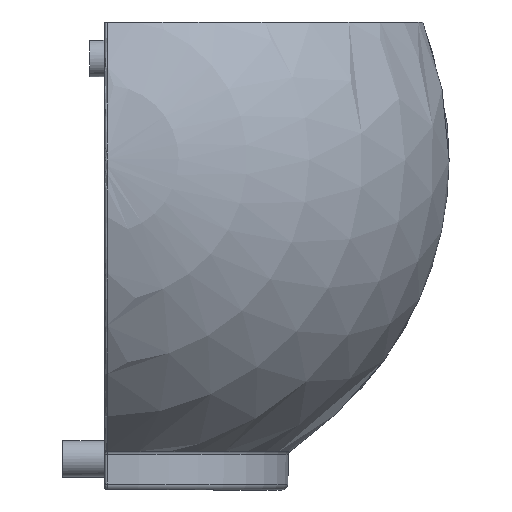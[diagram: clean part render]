
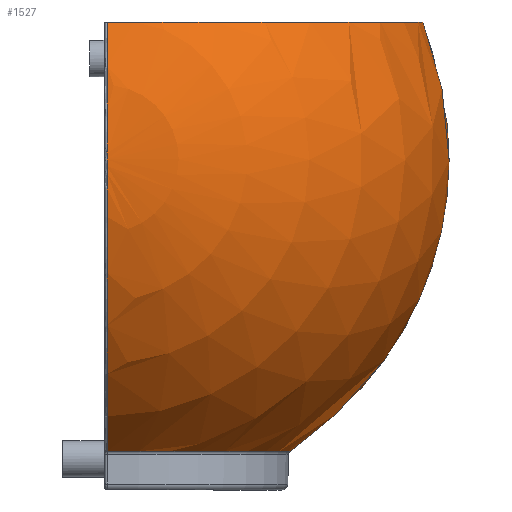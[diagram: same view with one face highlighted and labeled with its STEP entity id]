
A CAD part, left-side view. The second image highlights one B-rep face of the part: STEP entity #1527.
In plain terms, the highlighted spherical face has radius 45.5 mm.
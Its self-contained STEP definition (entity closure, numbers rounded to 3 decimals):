
#179=CIRCLE('',#1708,41.788);
#180=CIRCLE('',#1710,45.499);
#181=CIRCLE('',#1711,45.499);
#182=CIRCLE('',#1713,24.364);
#183=CIRCLE('',#1715,45.499);
#184=CIRCLE('',#1716,45.499);
#434=FACE_OUTER_BOUND('',#529,.T.);
#529=EDGE_LOOP('',(#1430,#1431,#1432,#1433,#1434,#1435));
#735=VERTEX_POINT('',#4002);
#736=VERTEX_POINT('',#4046);
#739=VERTEX_POINT('',#4074);
#740=VERTEX_POINT('',#4075);
#741=VERTEX_POINT('',#4104);
#742=VERTEX_POINT('',#4110);
#966=EDGE_CURVE('',#739,#740,#179,.T.);
#969=EDGE_CURVE('',#740,#741,#180,.T.);
#970=EDGE_CURVE('',#741,#735,#181,.T.);
#971=EDGE_CURVE('',#735,#736,#182,.F.);
#972=EDGE_CURVE('',#742,#739,#183,.T.);
#973=EDGE_CURVE('',#736,#742,#184,.T.);
#1430=ORIENTED_EDGE('',*,*,#971,.T.);
#1431=ORIENTED_EDGE('',*,*,#973,.T.);
#1432=ORIENTED_EDGE('',*,*,#972,.T.);
#1433=ORIENTED_EDGE('',*,*,#966,.T.);
#1434=ORIENTED_EDGE('',*,*,#969,.T.);
#1435=ORIENTED_EDGE('',*,*,#970,.T.);
#1440=SPHERICAL_SURFACE('',#1717,45.5);
#1527=ADVANCED_FACE('',(#434),#1440,.T.);
#1708=AXIS2_PLACEMENT_3D('',#4076,#2123,#2124);
#1710=AXIS2_PLACEMENT_3D('',#4105,#2127,#2128);
#1711=AXIS2_PLACEMENT_3D('',#4106,#2129,#2130);
#1713=AXIS2_PLACEMENT_3D('',#4108,#2133,#2134);
#1715=AXIS2_PLACEMENT_3D('',#4111,#2137,#2138);
#1716=AXIS2_PLACEMENT_3D('',#4112,#2139,#2140);
#1717=AXIS2_PLACEMENT_3D('',#4113,#2141,#2142);
#2123=DIRECTION('center_axis',(0.,0.,
-1.));
#2124=DIRECTION('ref_axis',(1.,0.,0.));
#2127=DIRECTION('center_axis',(0.,-1.,0.));
#2128=DIRECTION('ref_axis',(-0.48,0.,-0.877));
#2129=DIRECTION('center_axis',(0.,-1.,0.));
#2130=DIRECTION('ref_axis',(-0.48,0.,-0.877));
#2133=DIRECTION('center_axis',(0.,0.,
-1.));
#2134=DIRECTION('ref_axis',(0.001,1.,0.));
#2137=DIRECTION('center_axis',(0.,-1.,0.));
#2138=DIRECTION('ref_axis',(0.535,0.,-0.845));
#2139=DIRECTION('center_axis',(0.,-1.,0.));
#2140=DIRECTION('ref_axis',(0.535,0.,-0.845));
#2141=DIRECTION('center_axis',(1.,0.,0.));
#2142=DIRECTION('ref_axis',(0.,-1.,0.));
#4002=CARTESIAN_POINT('',(-75.361,-51.301,-74.43));
#4046=CARTESIAN_POINT('',(-26.637,-51.301,-74.43));
#4074=CARTESIAN_POINT('',(-9.212,-51.301,-18.003));
#4075=CARTESIAN_POINT('',(-92.786,-51.301,-18.003));
#4076=CARTESIAN_POINT('Origin',(-50.999,-50.999,-18.003));
#4104=CARTESIAN_POINT('',(-96.498,-51.301,-36.003));
#4105=CARTESIAN_POINT('Origin',(-50.999,-51.301,-36.003));
#4106=CARTESIAN_POINT('Origin',(-50.999,-51.301,-36.003));
#4108=CARTESIAN_POINT('Origin',(-50.999,-50.999,-74.43));
#4110=CARTESIAN_POINT('',(-5.5,-51.301,-36.003));
#4111=CARTESIAN_POINT('Origin',(-50.999,-51.301,-36.003));
#4112=CARTESIAN_POINT('Origin',(-50.999,-51.301,-36.003));
#4113=CARTESIAN_POINT('Origin',(-50.999,-50.999,-36.003));
